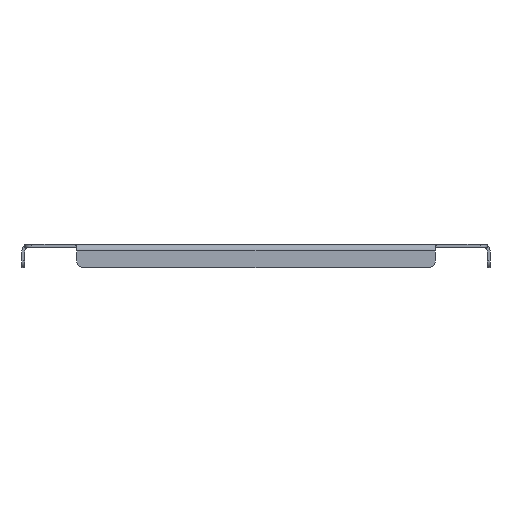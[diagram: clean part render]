
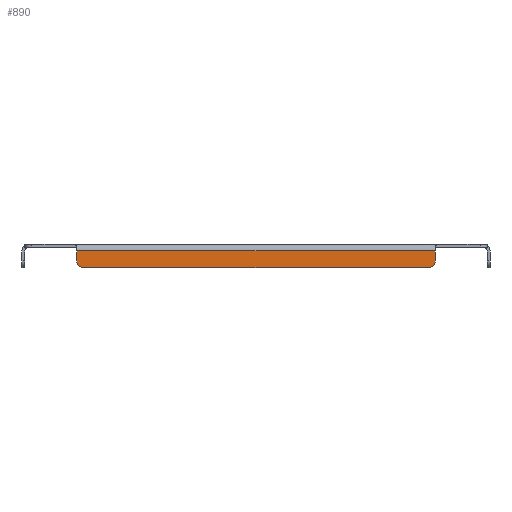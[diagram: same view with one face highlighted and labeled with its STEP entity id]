
A CAD part, front view. The second image highlights one B-rep face of the part: STEP entity #890.
In plain terms, the highlighted planar face has unit normal (0, -1, 0).
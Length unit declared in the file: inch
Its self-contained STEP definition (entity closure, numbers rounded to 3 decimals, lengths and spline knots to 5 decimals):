
#25 = EDGE_CURVE ( 'NONE', #1872, #1973, #2651, .T. ) ;
#32 = PLANE ( 'NONE',  #1245 ) ;
#150 = CARTESIAN_POINT ( 'NONE',  ( -6.49175, -10.47075, -0.55225 ) ) ;
#193 = DIRECTION ( 'NONE',  ( -1., 0., 0. ) ) ;
#237 = CARTESIAN_POINT ( 'NONE',  ( 6.24175, -10.47075, -0.608 ) ) ;
#275 = CARTESIAN_POINT ( 'NONE',  ( -6.24175, -10.47075, -0.608 ) ) ;
#477 = ORIENTED_EDGE ( 'NONE', *, *, #25, .F. ) ;
#597 = FACE_OUTER_BOUND ( 'NONE', #2632, .T. ) ;
#639 = ORIENTED_EDGE ( 'NONE', *, *, #1297, .F. ) ;
#650 = ORIENTED_EDGE ( 'NONE', *, *, #2912, .F. ) ;
#695 = DIRECTION ( 'NONE',  ( 0., 0., -1. ) ) ;
#729 = CARTESIAN_POINT ( 'NONE',  ( 6.49175, -10.47075, -0.2465 ) ) ;
#746 = VERTEX_POINT ( 'NONE', #1804 ) ;
#765 = DIRECTION ( 'NONE',  ( 0., 0., -1. ) ) ;
#784 = DIRECTION ( 'NONE',  ( 0., 1., 0. ) ) ;
#823 = VECTOR ( 'NONE', #1084, 39.37008 ) ;
#890 = ADVANCED_FACE ( 'NONE', ( #597 ), #32, .T. ) ;
#977 = LINE ( 'NONE', #1433, #3058 ) ;
#1029 = CARTESIAN_POINT ( 'NONE',  ( -8.36675, -10.47075, 0. ) ) ;
#1048 = CARTESIAN_POINT ( 'NONE',  ( 6.49175, -10.47075, -0.55225 ) ) ;
#1084 = DIRECTION ( 'NONE',  ( 0., 0., 1. ) ) ;
#1245 = AXIS2_PLACEMENT_3D ( 'NONE', #1029, #2026, #3023 ) ;
#1297 = EDGE_CURVE ( 'NONE', #746, #2482, #2583, .T. ) ;
#1331 = VERTEX_POINT ( 'NONE', #1579 ) ;
#1388 = CIRCLE ( 'NONE', #1962, 0.25 ) ;
#1413 = CARTESIAN_POINT ( 'NONE',  ( 6.49175, -10.47075, -0.2465 ) ) ;
#1433 = CARTESIAN_POINT ( 'NONE',  ( 0., -10.47075, -0.858 ) ) ;
#1579 = CARTESIAN_POINT ( 'NONE',  ( -6.24175, -10.47075, -0.858 ) ) ;
#1634 = ORIENTED_EDGE ( 'NONE', *, *, #2993, .F. ) ;
#1691 = AXIS2_PLACEMENT_3D ( 'NONE', #237, #2484, #695 ) ;
#1730 = CARTESIAN_POINT ( 'NONE',  ( 6.24175, -10.47075, -0.858 ) ) ;
#1746 = DIRECTION ( 'NONE',  ( 0., 0., -1. ) ) ;
#1804 = CARTESIAN_POINT ( 'NONE',  ( 6.49175, -10.47075, -0.608 ) ) ;
#1872 = VERTEX_POINT ( 'NONE', #2415 ) ;
#1949 = ORIENTED_EDGE ( 'NONE', *, *, #2508, .F. ) ;
#1962 = AXIS2_PLACEMENT_3D ( 'NONE', #275, #784, #765 ) ;
#1972 = DIRECTION ( 'NONE',  ( 1., 0., 0. ) ) ;
#1973 = VERTEX_POINT ( 'NONE', #2030 ) ;
#2026 = DIRECTION ( 'NONE',  ( 0., -1., 0. ) ) ;
#2030 = CARTESIAN_POINT ( 'NONE',  ( -6.49175, -10.47075, -0.2465 ) ) ;
#2276 = VECTOR ( 'NONE', #1746, 39.37008 ) ;
#2329 = VECTOR ( 'NONE', #1972, 39.37008 ) ;
#2415 = CARTESIAN_POINT ( 'NONE',  ( -6.49175, -10.47075, -0.608 ) ) ;
#2482 = VERTEX_POINT ( 'NONE', #1730 ) ;
#2484 = DIRECTION ( 'NONE',  ( 0., 1., 0. ) ) ;
#2491 = LINE ( 'NONE', #1048, #2276 ) ;
#2508 = EDGE_CURVE ( 'NONE', #3152, #746, #2491, .T. ) ;
#2520 = LINE ( 'NONE', #729, #2329 ) ;
#2565 = EDGE_CURVE ( 'NONE', #1331, #1872, #1388, .T. ) ;
#2583 = CIRCLE ( 'NONE', #1691, 0.25 ) ;
#2632 = EDGE_LOOP ( 'NONE', ( #477, #2977, #650, #639, #1949, #1634 ) ) ;
#2651 = LINE ( 'NONE', #150, #823 ) ;
#2912 = EDGE_CURVE ( 'NONE', #2482, #1331, #977, .T. ) ;
#2977 = ORIENTED_EDGE ( 'NONE', *, *, #2565, .F. ) ;
#2993 = EDGE_CURVE ( 'NONE', #1973, #3152, #2520, .T. ) ;
#3023 = DIRECTION ( 'NONE',  ( 0., 0., -1. ) ) ;
#3058 = VECTOR ( 'NONE', #193, 39.37008 ) ;
#3152 = VERTEX_POINT ( 'NONE', #1413 ) ;
